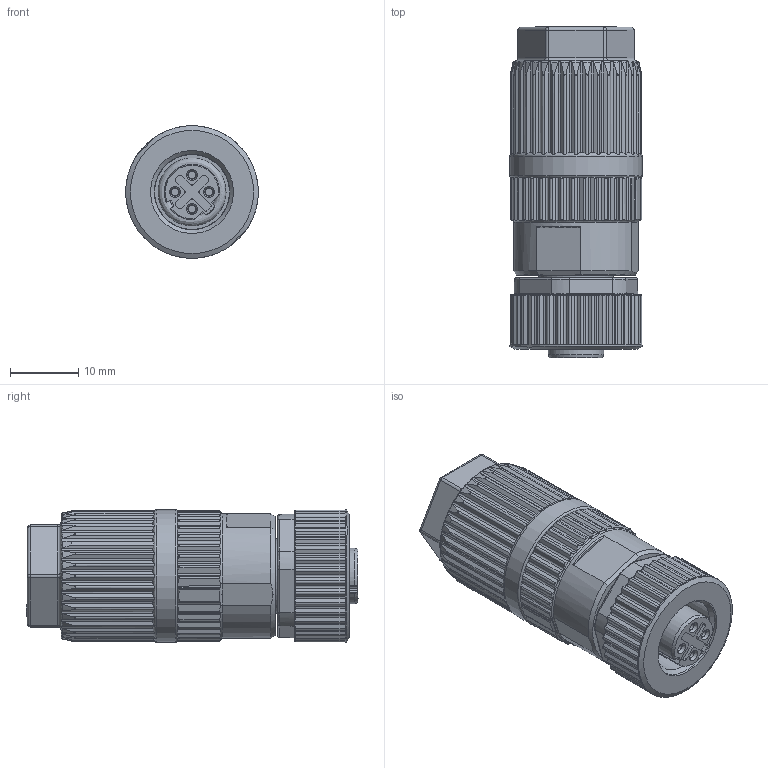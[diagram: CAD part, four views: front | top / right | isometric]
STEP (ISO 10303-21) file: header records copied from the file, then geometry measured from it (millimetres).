
FILE_DESCRIPTION(/* description */ (''),/* implementation_level */ '2;1');
FILE_NAME(/* name */ '100543739ugm000_a.stp',/* time_stamp */ '2016-09-14T14:23:13+02:00',/* author */ (''),/* organization */ (''),/* preprocessor_version */ 'ST-DEVELOPER v16',/* originating_system */ 'SIEMENS PLM Software NX 10.0',/* authorisation */ '');
FILE_SCHEMA (('AUTOMOTIVE_DESIGN { 1 0 10303 214 3 1 1 1 }'));
Length unit declared in the file: millimetre
Products named in the file (1): 100543739ugm000_a
Bounding box: 19.5 x 48.8 x 19.5 mm (x, y, z)
Volume: 11688.3 mm3; surface area: 5028.8 mm2
Topology: 1 solids, 2 shells, 1018 faces, 2688 edges, 1684 vertices
Faces by surface type: plane 413, cylinder 360, bspline 192, cone 53
Full cylindrical faces by diameter (mm): 1.15 x4, 8 x1, 9.2 x1, 11 x2, 11.1 x1, 12.2 x1, 19.5 x1
Entity records: 44380 total; most frequent: CARTESIAN_POINT 14058, ORIENTED_EDGE 5296, DIRECTION 4294, EDGE_CURVE 2648, VERTEX_POINT 1674, AXIS2_PLACEMENT_3D 1627, EDGE_LOOP 1060, LINE 1040
